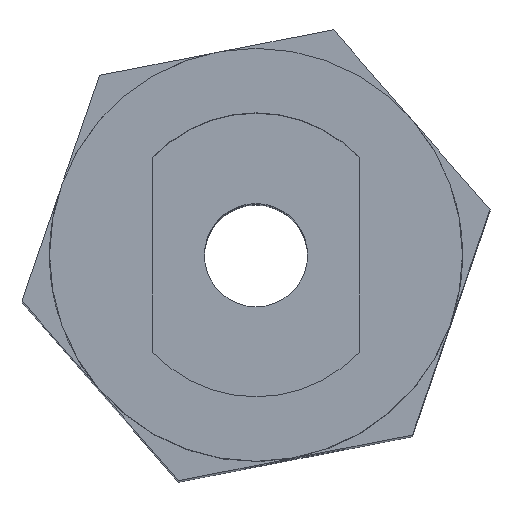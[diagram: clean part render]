
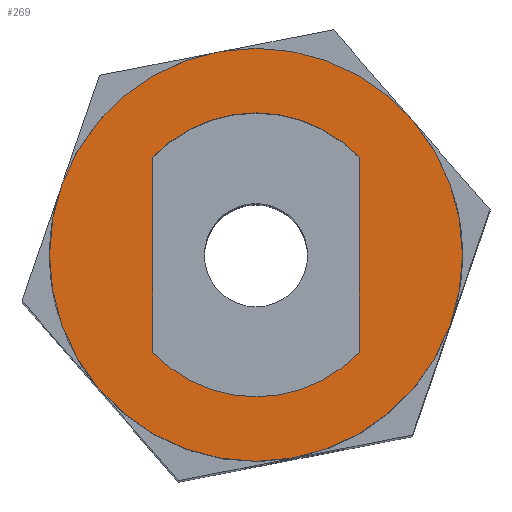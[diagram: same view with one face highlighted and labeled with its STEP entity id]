
A CAD part, top view. The second image highlights one B-rep face of the part: STEP entity #269.
In plain terms, the highlighted planar face has unit normal (0, 0, 1).
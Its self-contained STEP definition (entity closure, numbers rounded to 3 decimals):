
#269=ADVANCED_FACE('',(#483,#485),#487,.T.);
#483=FACE_BOUND('',#484,.T.);
#484=EDGE_LOOP('',(#616));
#485=FACE_BOUND('',#486,.T.);
#486=EDGE_LOOP('',(#617,#618,#619,#620));
#487=PLANE('',#488);
#488=AXIS2_PLACEMENT_3D('',#489,#490,#491);
#489=CARTESIAN_POINT('',(0.,0.,22.));
#490=DIRECTION('',(0.,0.,1.));
#491=DIRECTION('',(-1.,0.,0.));
#616=ORIENTED_EDGE('',*,*,#670,.T.);
#617=ORIENTED_EDGE('',*,*,#677,.T.);
#618=ORIENTED_EDGE('',*,*,#675,.T.);
#619=ORIENTED_EDGE('',*,*,#682,.T.);
#620=ORIENTED_EDGE('',*,*,#680,.T.);
#670=EDGE_CURVE('',#764,#764,#765,.T.);
#675=EDGE_CURVE('',#774,#772,#775,.F.);
#677=EDGE_CURVE('',#777,#774,#778,.F.);
#680=EDGE_CURVE('',#782,#777,#783,.F.);
#682=EDGE_CURVE('',#772,#782,#785,.F.);
#764=VERTEX_POINT('',#983);
#765=CIRCLE('',#984,4.);
#772=VERTEX_POINT('',#1120);
#774=VERTEX_POINT('',#1124);
#775=CIRCLE('',#1125,2.75);
#777=VERTEX_POINT('',#1132);
#778=LINE('',#1133,#1134);
#782=VERTEX_POINT('',#1144);
#783=CIRCLE('',#1145,2.75);
#785=LINE('',#1152,#1153);
#983=CARTESIAN_POINT('',(-4.,0.,22.));
#984=AXIS2_PLACEMENT_3D('',#985,#986,#987);
#985=CARTESIAN_POINT('',(0.,0.,22.));
#986=DIRECTION('',(0.,0.,1.));
#987=DIRECTION('',(-1.,0.,0.));
#1120=CARTESIAN_POINT('',(2.,1.887,22.));
#1124=CARTESIAN_POINT('',(-2.,1.887,22.));
#1125=AXIS2_PLACEMENT_3D('',#1126,#1127,#1128);
#1126=CARTESIAN_POINT('',(0.,0.,22.));
#1127=DIRECTION('',(0.,0.,1.));
#1128=DIRECTION('',(0.727,0.686,0.));
#1132=CARTESIAN_POINT('',(-2.,-1.887,22.));
#1133=CARTESIAN_POINT('',(-2.,1.887,22.));
#1134=VECTOR('',#1135,1.);
#1135=DIRECTION('',(0.,-1.,0.));
#1144=CARTESIAN_POINT('',(2.,-1.887,22.));
#1145=AXIS2_PLACEMENT_3D('',#1146,#1147,#1148);
#1146=CARTESIAN_POINT('',(0.,0.,22.));
#1147=DIRECTION('',(0.,0.,1.));
#1148=DIRECTION('',(-0.727,-0.686,0.));
#1152=CARTESIAN_POINT('',(2.,-1.887,22.));
#1153=VECTOR('',#1154,1.);
#1154=DIRECTION('',(0.,1.,0.));
